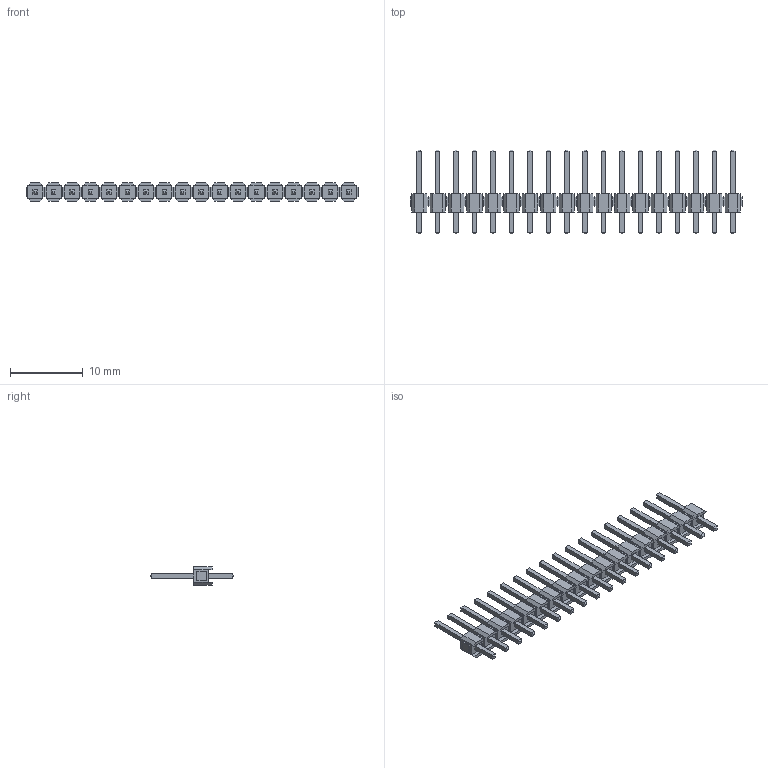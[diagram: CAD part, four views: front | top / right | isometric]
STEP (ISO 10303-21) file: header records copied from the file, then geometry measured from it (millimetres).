
FILE_DESCRIPTION (( 'STEP AP214' ), '1' );
FILE_NAME ('PLS-18.STEP', '2019-06-24T14:26:36', ( '' ), ( '' ), 'SwSTEP 2.0', 'SolidWorks 2018', '' );
FILE_SCHEMA (( 'AUTOMOTIVE_DESIGN' ));
Length unit declared in the file: millimetre
Products named in the file (2): PLS-01; PLS-18
Assembly tree (18 placements, depth 2):
  PLS-18
    PLS-01  x18
Bounding box: 45.72 x 11.54 x 2.54 mm (x, y, z)
Volume: 276.4 mm3; surface area: 1037.2 mm2
Topology: 18 solids, 18 shells, 756 faces, 1728 edges, 1080 vertices
Faces by surface type: plane 756
Entity records: 1808 total; most frequent: DIRECTION 222, CARTESIAN_POINT 219, ORIENTED_EDGE 192, VECTOR 96, EDGE_CURVE 96, LINE 96, AXIS2_PLACEMENT_3D 63, VERTEX_POINT 60
